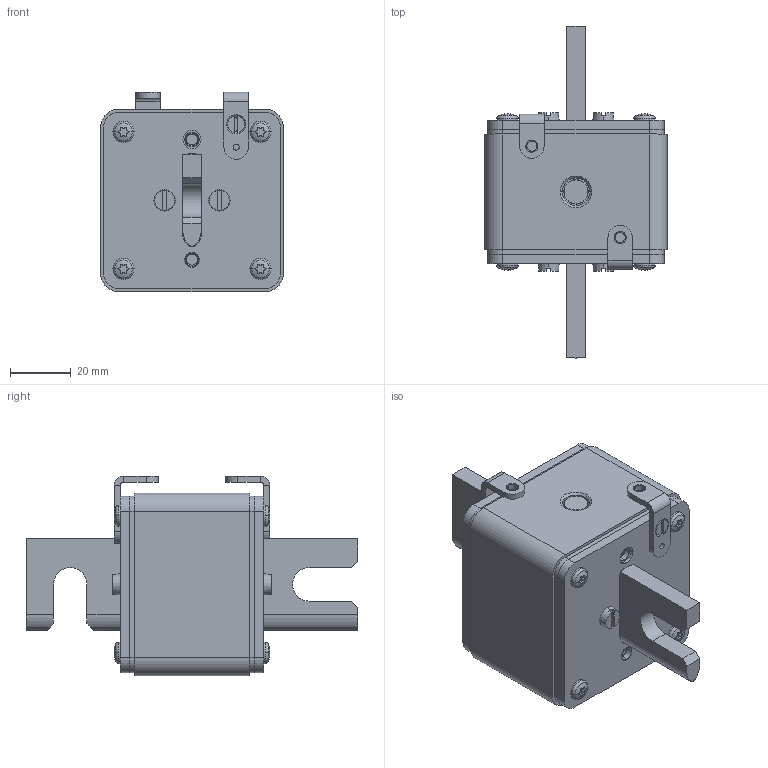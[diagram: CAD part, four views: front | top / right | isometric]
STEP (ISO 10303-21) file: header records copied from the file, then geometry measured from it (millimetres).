
FILE_DESCRIPTION((''),'2;1');
FILE_NAME('004384723_ASM','2022-08-09T13:12:46',('said.beganovic'),('Audax d.o.o.'),'CREO PARAMETRIC BY PTC INC, 2021304','CREO PARAMETRIC BY PTC INC, 2021304','');
FILE_SCHEMA(('AUTOMOTIVE_DESIGN { 1 0 10303 214 1 1 1 1 }'));
Length unit declared in the file: millimetre
Products named in the file (15): 0000031919; 0000030743; 0000017639; 0000033530; 0000018143_ASM; 0000033533; 0000018144_ASM; 0000064274; 0000011599; 0000037876; 0000043213; 0000037877; 0000037871; 0000037881; 004384723_ASM
Assembly tree (32 placements, depth 3):
  004384723_ASM
    0000031919
    0000030743  x2
    0000018143_ASM
      0000017639
      0000033530
    0000018144_ASM
      0000017639
      0000033533
    0000064274  x2
    0000011599  x4
    0000037876  x4
    0000043213  x8
    0000037877
    0000037871  x2
    0000037881  x2
Bounding box: 60 x 109 x 65.5 mm (x, y, z)
Volume: 178065.8 mm3; surface area: 62429.8 mm2
Topology: 30 solids, 52 shells, 1119 faces, 2876 edges, 1842 vertices
Faces by surface type: cylinder 572, plane 251, bspline 136, torus 76, cone 68, sphere 16
Entity records: 27214 total; most frequent: CARTESIAN_POINT 6279, DIRECTION 2324, ORIENTED_EDGE 2092, PRESENTATION_STYLE_ASSIGNMENT 1474, STYLED_ITEM 1423, CURVE_STYLE 1074, EDGE_CURVE 1074, AXIS2_PLACEMENT_3D 907
